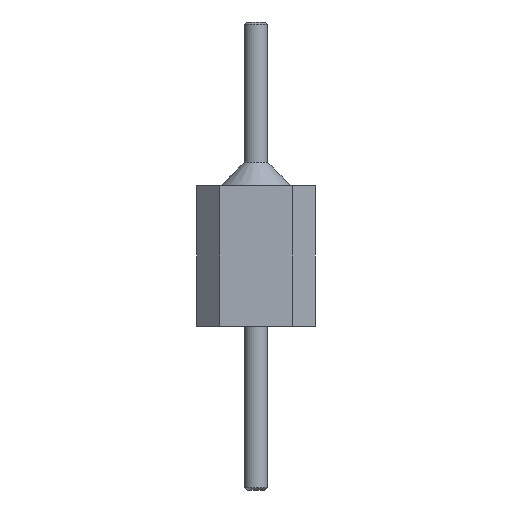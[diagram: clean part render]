
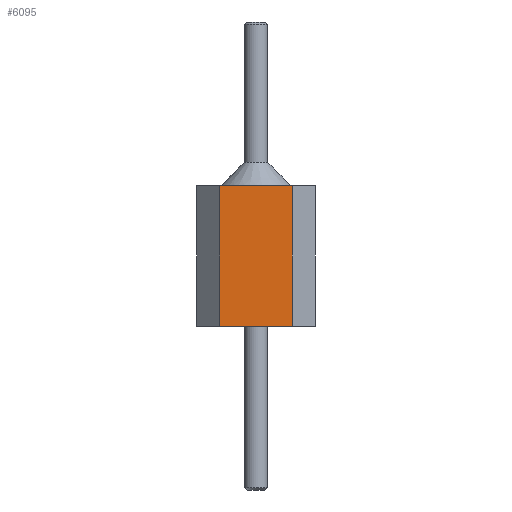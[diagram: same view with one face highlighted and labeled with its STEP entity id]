
A CAD part, front view. The second image highlights one B-rep face of the part: STEP entity #6095.
In plain terms, the highlighted planar face has unit normal (0, -1, 0).
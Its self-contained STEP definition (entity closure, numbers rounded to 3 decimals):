
#5482 = PLANE('',#5483);
#5483 = AXIS2_PLACEMENT_3D('',#5484,#5485,#5486);
#5484 = CARTESIAN_POINT('',(0.,0.,3.));
#5485 = DIRECTION('',(0.,0.,1.));
#5486 = DIRECTION('',(1.,0.,0.));
#5510 = PLANE('',#5511);
#5511 = AXIS2_PLACEMENT_3D('',#5512,#5513,#5514);
#5512 = CARTESIAN_POINT('',(-1.27,-0.775,0.));
#5513 = DIRECTION('',(0.707,0.707,0.));
#5514 = DIRECTION('',(0.707,-0.707,0.));
#5536 = PLANE('',#5537);
#5537 = AXIS2_PLACEMENT_3D('',#5538,#5539,#5540);
#5538 = CARTESIAN_POINT('',(0.,0.,0.));
#5539 = DIRECTION('',(0.,0.,1.));
#5540 = DIRECTION('',(1.,0.,0.));
#5629 = VERTEX_POINT('',#5630);
#5630 = CARTESIAN_POINT('',(-0.775,-1.27,3.));
#5651 = EDGE_CURVE('',#5652,#5629,#5654,.T.);
#5652 = VERTEX_POINT('',#5653);
#5653 = CARTESIAN_POINT('',(-0.775,-1.27,0.));
#5654 = SURFACE_CURVE('',#5655,(#5659,#5666),.PCURVE_S1.);
#5655 = LINE('',#5656,#5657);
#5656 = CARTESIAN_POINT('',(-0.775,-1.27,0.));
#5657 = VECTOR('',#5658,1.);
#5658 = DIRECTION('',(0.,0.,1.));
#5659 = PCURVE('',#5510,#5660);
#5660 = DEFINITIONAL_REPRESENTATION('',(#5661),#5665);
#5661 = LINE('',#5662,#5663);
#5662 = CARTESIAN_POINT('',(0.7,0.));
#5663 = VECTOR('',#5664,1.);
#5664 = DIRECTION('',(0.,-1.));
#5665 = ( GEOMETRIC_REPRESENTATION_CONTEXT(2) 
PARAMETRIC_REPRESENTATION_CONTEXT() REPRESENTATION_CONTEXT('2D SPACE',''
  ) );
#5666 = PCURVE('',#5667,#5672);
#5667 = PLANE('',#5668);
#5668 = AXIS2_PLACEMENT_3D('',#5669,#5670,#5671);
#5669 = CARTESIAN_POINT('',(-0.775,-1.27,0.));
#5670 = DIRECTION('',(0.,1.,0.));
#5671 = DIRECTION('',(1.,0.,0.));
#5672 = DEFINITIONAL_REPRESENTATION('',(#5673),#5677);
#5673 = LINE('',#5674,#5675);
#5674 = CARTESIAN_POINT('',(0.,0.));
#5675 = VECTOR('',#5676,1.);
#5676 = DIRECTION('',(0.,-1.));
#5677 = ( GEOMETRIC_REPRESENTATION_CONTEXT(2) 
PARAMETRIC_REPRESENTATION_CONTEXT() REPRESENTATION_CONTEXT('2D SPACE',''
  ) );
#5705 = EDGE_CURVE('',#5652,#5706,#5708,.T.);
#5706 = VERTEX_POINT('',#5707);
#5707 = CARTESIAN_POINT('',(0.775,-1.27,0.));
#5708 = SURFACE_CURVE('',#5709,(#5713,#5720),.PCURVE_S1.);
#5709 = LINE('',#5710,#5711);
#5710 = CARTESIAN_POINT('',(-0.775,-1.27,0.));
#5711 = VECTOR('',#5712,1.);
#5712 = DIRECTION('',(1.,0.,0.));
#5713 = PCURVE('',#5536,#5714);
#5714 = DEFINITIONAL_REPRESENTATION('',(#5715),#5719);
#5715 = LINE('',#5716,#5717);
#5716 = CARTESIAN_POINT('',(-0.775,-1.27));
#5717 = VECTOR('',#5718,1.);
#5718 = DIRECTION('',(1.,0.));
#5719 = ( GEOMETRIC_REPRESENTATION_CONTEXT(2) 
PARAMETRIC_REPRESENTATION_CONTEXT() REPRESENTATION_CONTEXT('2D SPACE',''
  ) );
#5720 = PCURVE('',#5667,#5721);
#5721 = DEFINITIONAL_REPRESENTATION('',(#5722),#5726);
#5722 = LINE('',#5723,#5724);
#5723 = CARTESIAN_POINT('',(0.,0.));
#5724 = VECTOR('',#5725,1.);
#5725 = DIRECTION('',(1.,0.));
#5726 = ( GEOMETRIC_REPRESENTATION_CONTEXT(2) 
PARAMETRIC_REPRESENTATION_CONTEXT() REPRESENTATION_CONTEXT('2D SPACE',''
  ) );
#5744 = PLANE('',#5745);
#5745 = AXIS2_PLACEMENT_3D('',#5746,#5747,#5748);
#5746 = CARTESIAN_POINT('',(0.775,-1.27,0.));
#5747 = DIRECTION('',(-0.707,0.707,0.));
#5748 = DIRECTION('',(0.707,0.707,0.));
#5875 = EDGE_CURVE('',#5629,#5876,#5878,.T.);
#5876 = VERTEX_POINT('',#5877);
#5877 = CARTESIAN_POINT('',(0.775,-1.27,3.));
#5878 = SURFACE_CURVE('',#5879,(#5883,#5890),.PCURVE_S1.);
#5879 = LINE('',#5880,#5881);
#5880 = CARTESIAN_POINT('',(-0.775,-1.27,3.));
#5881 = VECTOR('',#5882,1.);
#5882 = DIRECTION('',(1.,0.,0.));
#5883 = PCURVE('',#5482,#5884);
#5884 = DEFINITIONAL_REPRESENTATION('',(#5885),#5889);
#5885 = LINE('',#5886,#5887);
#5886 = CARTESIAN_POINT('',(-0.775,-1.27));
#5887 = VECTOR('',#5888,1.);
#5888 = DIRECTION('',(1.,0.));
#5889 = ( GEOMETRIC_REPRESENTATION_CONTEXT(2) 
PARAMETRIC_REPRESENTATION_CONTEXT() REPRESENTATION_CONTEXT('2D SPACE',''
  ) );
#5890 = PCURVE('',#5667,#5891);
#5891 = DEFINITIONAL_REPRESENTATION('',(#5892),#5896);
#5892 = LINE('',#5893,#5894);
#5893 = CARTESIAN_POINT('',(0.,-3.));
#5894 = VECTOR('',#5895,1.);
#5895 = DIRECTION('',(1.,0.));
#5896 = ( GEOMETRIC_REPRESENTATION_CONTEXT(2) 
PARAMETRIC_REPRESENTATION_CONTEXT() REPRESENTATION_CONTEXT('2D SPACE',''
  ) );
#6095 = ADVANCED_FACE('',(#6096),#5667,.F.);
#6096 = FACE_BOUND('',#6097,.F.);
#6097 = EDGE_LOOP('',(#6098,#6099,#6100,#6121));
#6098 = ORIENTED_EDGE('',*,*,#5651,.T.);
#6099 = ORIENTED_EDGE('',*,*,#5875,.T.);
#6100 = ORIENTED_EDGE('',*,*,#6101,.F.);
#6101 = EDGE_CURVE('',#5706,#5876,#6102,.T.);
#6102 = SURFACE_CURVE('',#6103,(#6107,#6114),.PCURVE_S1.);
#6103 = LINE('',#6104,#6105);
#6104 = CARTESIAN_POINT('',(0.775,-1.27,0.));
#6105 = VECTOR('',#6106,1.);
#6106 = DIRECTION('',(0.,0.,1.));
#6107 = PCURVE('',#5667,#6108);
#6108 = DEFINITIONAL_REPRESENTATION('',(#6109),#6113);
#6109 = LINE('',#6110,#6111);
#6110 = CARTESIAN_POINT('',(1.55,0.));
#6111 = VECTOR('',#6112,1.);
#6112 = DIRECTION('',(0.,-1.));
#6113 = ( GEOMETRIC_REPRESENTATION_CONTEXT(2) 
PARAMETRIC_REPRESENTATION_CONTEXT() REPRESENTATION_CONTEXT('2D SPACE',''
  ) );
#6114 = PCURVE('',#5744,#6115);
#6115 = DEFINITIONAL_REPRESENTATION('',(#6116),#6120);
#6116 = LINE('',#6117,#6118);
#6117 = CARTESIAN_POINT('',(0.,0.));
#6118 = VECTOR('',#6119,1.);
#6119 = DIRECTION('',(0.,-1.));
#6120 = ( GEOMETRIC_REPRESENTATION_CONTEXT(2) 
PARAMETRIC_REPRESENTATION_CONTEXT() REPRESENTATION_CONTEXT('2D SPACE',''
  ) );
#6121 = ORIENTED_EDGE('',*,*,#5705,.F.);
